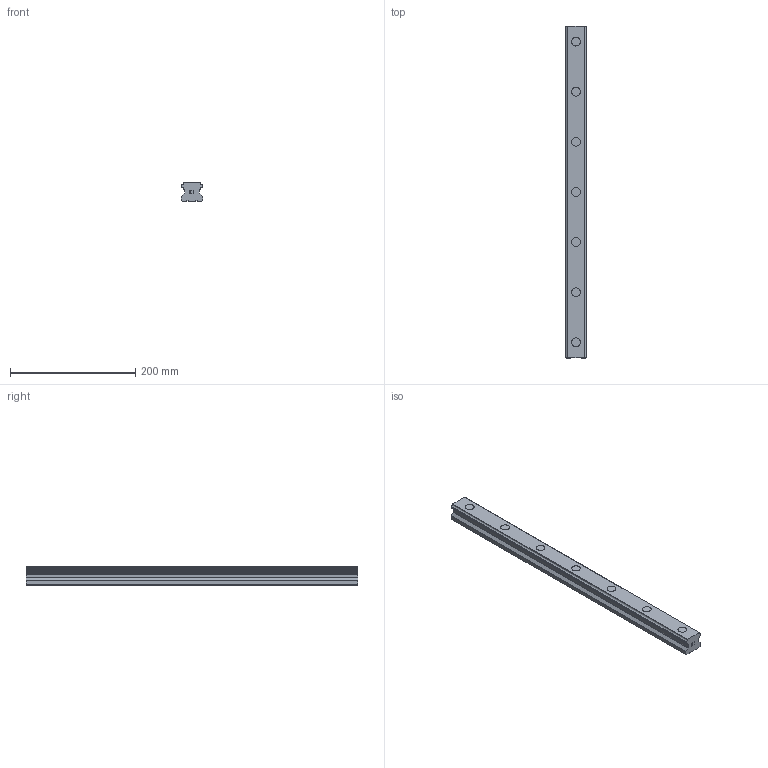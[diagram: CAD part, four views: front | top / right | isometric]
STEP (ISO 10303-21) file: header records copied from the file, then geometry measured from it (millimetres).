
FILE_DESCRIPTION(('STEP AP214'),'1');
FILE_NAME('cctmp_565011A3-3A79-4E95-BEE1-0B768DD1E182_2020_7_1_12_14_30_831..stp','2020-07-01T10:14:30',('HIWIN GmbH'),('CADClick - www.CADClick.com'),'Spatial InterOp 3D',' ','unknown authorization');
FILE_SCHEMA(('AUTOMOTIVE_DESIGN'));
Length unit declared in the file: millimetre
Products named in the file (1): HGR35R530H_FILE
Bounding box: 34 x 530 x 29 mm (x, y, z)
Volume: 432079.7 mm3; surface area: 78583.4 mm2
Topology: 1 solids, 1 shells, 178 faces, 453 edges, 302 vertices
Faces by surface type: plane 114, cylinder 64
Entity records: 6833 total; most frequent: DIRECTION 939, CARTESIAN_POINT 934, ORIENTED_EDGE 906, EDGE_CURVE 453, LINE 325, VECTOR 325, AXIS2_PLACEMENT_3D 307, VERTEX_POINT 302
